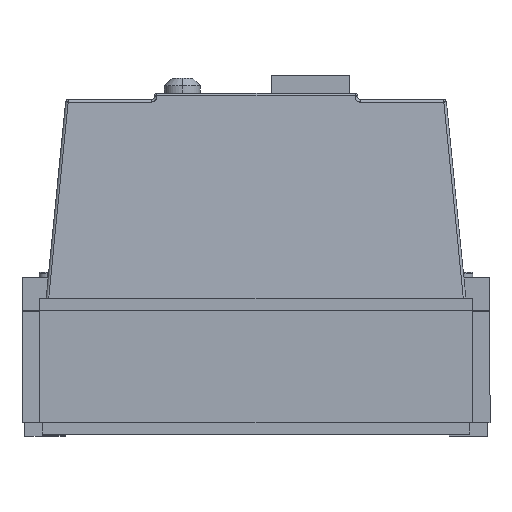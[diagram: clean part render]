
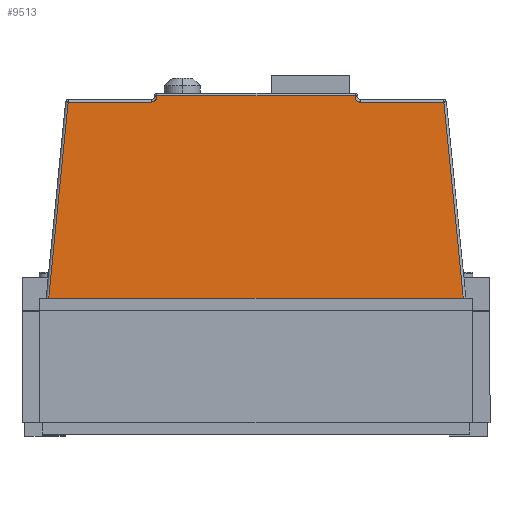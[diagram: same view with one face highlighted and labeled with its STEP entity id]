
A CAD part, top view. The second image highlights one B-rep face of the part: STEP entity #9513.
In plain terms, the highlighted planar face has unit normal (0, 0.05, 0.999).
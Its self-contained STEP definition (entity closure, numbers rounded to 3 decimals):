
#301 = CARTESIAN_POINT ( 'NONE',  ( 46., 131.378, -6.37 ) ) ;
#335 = CARTESIAN_POINT ( 'NONE',  ( 46., 132.55, -6.428 ) ) ;
#532 = VERTEX_POINT ( 'NONE', #5251 ) ;
#621 = DIRECTION ( 'NONE',  ( -0.099, -0.994, 0.049 ) ) ;
#736 = PLANE ( 'NONE',  #2034 ) ;
#742 = ORIENTED_EDGE ( 'NONE', *, *, #6733, .F. ) ;
#814 = VECTOR ( 'NONE', #621, 1000. ) ;
#1107 = DIRECTION ( 'NONE',  ( 0., -0.999, 0.05 ) ) ;
#1321 = VECTOR ( 'NONE', #2232, 1000. ) ;
#1415 = ORIENTED_EDGE ( 'NONE', *, *, #3061, .F. ) ;
#1754 = CARTESIAN_POINT ( 'NONE',  ( 46., 132.55, -6.428 ) ) ;
#1823 = CARTESIAN_POINT ( 'NONE',  ( 3.5, 53.5, -2.5 ) ) ;
#1933 = EDGE_CURVE ( 'NONE', #7441, #532, #3501, .T. ) ;
#1934 = DIRECTION ( 'NONE',  ( -1., 0., 0. ) ) ;
#2034 = AXIS2_PLACEMENT_3D ( 'NONE', #3228, #8268, #4003 ) ;
#2054 = DIRECTION ( 'NONE',  ( -1., 0., 0. ) ) ;
#2122 = VERTEX_POINT ( 'NONE', #7686 ) ;
#2187 = ORIENTED_EDGE ( 'NONE', *, *, #9352, .F. ) ;
#2232 = DIRECTION ( 'NONE',  ( -0.099, 0.994, -0.049 ) ) ;
#2362 = EDGE_CURVE ( 'NONE', #2122, #2625, #5866, .T. ) ;
#2457 = DIRECTION ( 'NONE',  ( -1., 0., 0. ) ) ;
#2506 = LINE ( 'NONE', #5387, #814 ) ;
#2569 = CARTESIAN_POINT ( 'NONE',  ( 85., 130.55, -6.329 ) ) ;
#2625 = VERTEX_POINT ( 'NONE', #5137 ) ;
#2734 = VECTOR ( 'NONE', #9578, 1000. ) ;
#2923 = EDGE_CURVE ( 'NONE', #3161, #2122, #7531, .T. ) ;
#3061 = EDGE_CURVE ( 'NONE', #3161, #4009, #8740, .T. ) ;
#3161 = VERTEX_POINT ( 'NONE', #4029 ) ;
#3228 = CARTESIAN_POINT ( 'NONE',  ( 85., 134., -6.5 ) ) ;
#3305 = ORIENTED_EDGE ( 'NONE', *, *, #5989, .T. ) ;
#3465 = CARTESIAN_POINT ( 'NONE',  ( 124.828, 130.55, -6.329 ) ) ;
#3466 = VECTOR ( 'NONE', #1107, 1000. ) ;
#3501 = LINE ( 'NONE', #4115, #7158 ) ;
#3670 =( BOUNDED_CURVE ( )  B_SPLINE_CURVE ( 3, ( #9151, #7118, #3465, #8479 ),
 .UNSPECIFIED., .F., .T. ) 
 B_SPLINE_CURVE_WITH_KNOTS ( ( 4, 4 ),
 ( 4.712, 6.283 ),
 .UNSPECIFIED. ) 
 CURVE ( )  GEOMETRIC_REPRESENTATION_ITEM ( )  RATIONAL_B_SPLINE_CURVE ( ( 1., 0.805, 0.805, 1. ) ) 
 REPRESENTATION_ITEM ( '' )  );
#3684 = CARTESIAN_POINT ( 'NONE',  ( 85., 133.05, -6.453 ) ) ;
#3803 = CARTESIAN_POINT ( 'NONE',  ( 157.783, 141.215, -6.859 ) ) ;
#4003 = DIRECTION ( 'NONE',  ( 0., 0.999, -0.05 ) ) ;
#4009 = VERTEX_POINT ( 'NONE', #1823 ) ;
#4029 = CARTESIAN_POINT ( 'NONE',  ( 166.5, 53.5, -2.5 ) ) ;
#4042 = ORIENTED_EDGE ( 'NONE', *, *, #2362, .T. ) ;
#4115 = CARTESIAN_POINT ( 'NONE',  ( 124., 134., -6.5 ) ) ;
#4330 =( BOUNDED_CURVE ( )  B_SPLINE_CURVE ( 3, ( #5130, #8603, #301, #335 ),
 .UNSPECIFIED., .F., .F. ) 
 B_SPLINE_CURVE_WITH_KNOTS ( ( 4, 4 ),
 ( 0., 1.571 ),
 .UNSPECIFIED. ) 
 CURVE ( )  GEOMETRIC_REPRESENTATION_ITEM ( )  RATIONAL_B_SPLINE_CURVE ( ( 1., 0.805, 0.805, 1. ) ) 
 REPRESENTATION_ITEM ( '' )  );
#4520 = ORIENTED_EDGE ( 'NONE', *, *, #1933, .T. ) ;
#4637 = FACE_OUTER_BOUND ( 'NONE', #7280, .T. ) ;
#4973 = EDGE_CURVE ( 'NONE', #5010, #4009, #2506, .T. ) ;
#5010 = VERTEX_POINT ( 'NONE', #8168 ) ;
#5130 = CARTESIAN_POINT ( 'NONE',  ( 44., 130.55, -6.329 ) ) ;
#5131 = VERTEX_POINT ( 'NONE', #7590 ) ;
#5137 = CARTESIAN_POINT ( 'NONE',  ( 126., 130.55, -6.329 ) ) ;
#5215 = DIRECTION ( 'NONE',  ( 0., 0.999, -0.05 ) ) ;
#5251 = CARTESIAN_POINT ( 'NONE',  ( 124., 133.05, -6.453 ) ) ;
#5345 = ORIENTED_EDGE ( 'NONE', *, *, #4973, .T. ) ;
#5387 = CARTESIAN_POINT ( 'NONE',  ( 12.217, 141.215, -6.859 ) ) ;
#5770 = CARTESIAN_POINT ( 'NONE',  ( 124., 132.55, -6.428 ) ) ;
#5866 = LINE ( 'NONE', #2569, #7653 ) ;
#5989 = EDGE_CURVE ( 'NONE', #9076, #5010, #6235, .T. ) ;
#6235 = LINE ( 'NONE', #6297, #7776 ) ;
#6297 = CARTESIAN_POINT ( 'NONE',  ( 85., 130.55, -6.329 ) ) ;
#6506 = ORIENTED_EDGE ( 'NONE', *, *, #9448, .T. ) ;
#6714 = ORIENTED_EDGE ( 'NONE', *, *, #8525, .T. ) ;
#6733 = EDGE_CURVE ( 'NONE', #9076, #8927, #4330, .T. ) ;
#6854 = CARTESIAN_POINT ( 'NONE',  ( 85., 53.5, -2.5 ) ) ;
#7118 = CARTESIAN_POINT ( 'NONE',  ( 124., 131.378, -6.37 ) ) ;
#7158 = VECTOR ( 'NONE', #5215, 1000. ) ;
#7280 = EDGE_LOOP ( 'NONE', ( #3305, #5345, #1415, #7615, #4042, #2187, #4520, #6506, #6714, #742 ) ) ;
#7408 = LINE ( 'NONE', #3684, #9031 ) ;
#7441 = VERTEX_POINT ( 'NONE', #5770 ) ;
#7531 = LINE ( 'NONE', #3803, #1321 ) ;
#7590 = CARTESIAN_POINT ( 'NONE',  ( 46., 133.05, -6.453 ) ) ;
#7615 = ORIENTED_EDGE ( 'NONE', *, *, #2923, .T. ) ;
#7653 = VECTOR ( 'NONE', #1934, 1000. ) ;
#7686 = CARTESIAN_POINT ( 'NONE',  ( 158.843, 130.55, -6.329 ) ) ;
#7776 = VECTOR ( 'NONE', #2457, 1000. ) ;
#7831 = CARTESIAN_POINT ( 'NONE',  ( 46., 134., -6.5 ) ) ;
#8061 = CARTESIAN_POINT ( 'NONE',  ( 44., 130.55, -6.329 ) ) ;
#8168 = CARTESIAN_POINT ( 'NONE',  ( 11.157, 130.55, -6.329 ) ) ;
#8268 = DIRECTION ( 'NONE',  ( 0., -0.05, -0.999 ) ) ;
#8479 = CARTESIAN_POINT ( 'NONE',  ( 126., 130.55, -6.329 ) ) ;
#8525 = EDGE_CURVE ( 'NONE', #5131, #8927, #8738, .T. ) ;
#8603 = CARTESIAN_POINT ( 'NONE',  ( 45.172, 130.55, -6.329 ) ) ;
#8738 = LINE ( 'NONE', #7831, #3466 ) ;
#8740 = LINE ( 'NONE', #6854, #2734 ) ;
#8927 = VERTEX_POINT ( 'NONE', #1754 ) ;
#9031 = VECTOR ( 'NONE', #2054, 1000. ) ;
#9076 = VERTEX_POINT ( 'NONE', #8061 ) ;
#9151 = CARTESIAN_POINT ( 'NONE',  ( 124., 132.55, -6.428 ) ) ;
#9352 = EDGE_CURVE ( 'NONE', #7441, #2625, #3670, .T. ) ;
#9448 = EDGE_CURVE ( 'NONE', #532, #5131, #7408, .T. ) ;
#9513 = ADVANCED_FACE ( 'NONE', ( #4637 ), #736, .F. ) ;
#9578 = DIRECTION ( 'NONE',  ( -1., 0., 0. ) ) ;
